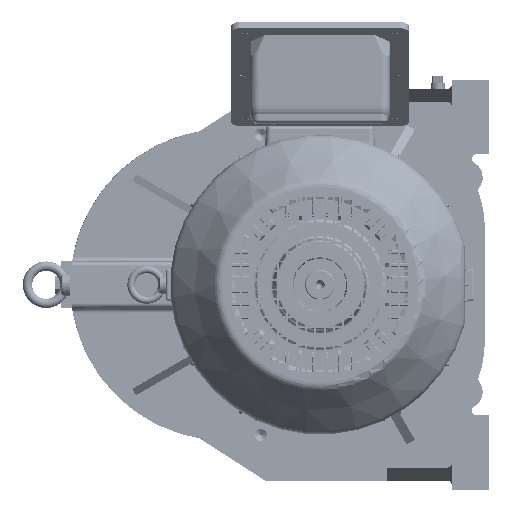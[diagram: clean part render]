
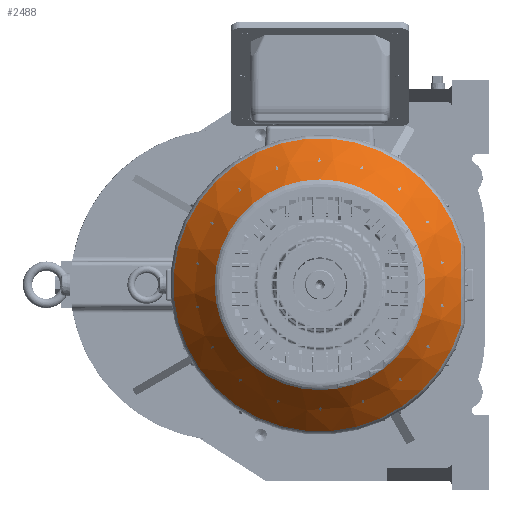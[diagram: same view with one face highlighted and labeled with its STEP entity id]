
A CAD part, left-side view. The second image highlights one B-rep face of the part: STEP entity #2488.
In plain terms, the highlighted conical face has half-angle 40 degrees and reference radius 160.7 mm.
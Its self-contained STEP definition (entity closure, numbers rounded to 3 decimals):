
#2488 = ADVANCED_FACE ( 'NONE', ( #83074, #213013 ), #232248, .T. ) ;
#13360 = CARTESIAN_POINT ( 'NONE',  ( -476.46, -239.636, -43.537 ) ) ;
#19836 = VERTEX_POINT ( 'NONE', #211491 ) ;
#31291 = ORIENTED_EDGE ( 'NONE', *, *, #144967, .T. ) ;
#32947 = CARTESIAN_POINT ( 'NONE',  ( -483.255, -240.086, 1.753 ) ) ;
#33950 = ORIENTED_EDGE ( 'NONE', *, *, #156998, .T. ) ;
#40665 = AXIS2_PLACEMENT_3D ( 'NONE', #86900, #178858, #123738 ) ;
#70942 = CARTESIAN_POINT ( 'NONE',  ( -478.639, -239.775, 36.456 ) ) ;
#73371 = CARTESIAN_POINT ( 'NONE',  ( -482.077, -240.005, 18.367 ) ) ;
#81875 = DIRECTION ( 'NONE',  ( 1., 0., 0. ) ) ;
#83074 = FACE_BOUND ( 'NONE', #200420, .T. ) ;
#86900 = CARTESIAN_POINT ( 'NONE',  ( -529.128, -88.595, 0. ) ) ;
#88139 = CARTESIAN_POINT ( 'NONE',  ( -478.637, -239.775, -36.461 ) ) ;
#89348 = CARTESIAN_POINT ( 'NONE',  ( -483.219, -240.083, 3.606 ) ) ;
#91785 = CARTESIAN_POINT ( 'NONE',  ( -482.961, -240.066, 9.161 ) ) ;
#110218 = CARTESIAN_POINT ( 'NONE',  ( -483.248, -240.085, -7.517 ) ) ;
#116694 = CIRCLE ( 'NONE', #241904, 157.191 ) ;
#123738 = DIRECTION ( 'NONE',  ( 0., 0., 1. ) ) ;
#126638 = AXIS2_PLACEMENT_3D ( 'NONE', #194639, #81875, #234995 ) ;
#129761 = CARTESIAN_POINT ( 'NONE',  ( -476.46, -88.595, 0. ) ) ;
#129968 = VERTEX_POINT ( 'NONE', #131169 ) ;
#131169 = CARTESIAN_POINT ( 'NONE',  ( -529.128, -88.595, 112.997 ) ) ;
#138685 = CIRCLE ( 'NONE', #40665, 112.997 ) ;
#142623 = ORIENTED_EDGE ( 'NONE', *, *, #203338, .T. ) ;
#144967 = EDGE_CURVE ( 'NONE', #206730, #19836, #239198, .T. ) ;
#156998 = EDGE_CURVE ( 'NONE', #129968, #129968, #138685, .T. ) ;
#159791 = CARTESIAN_POINT ( 'NONE',  ( -476.46, -239.636, -43.537 ) ) ;
#164153 = CARTESIAN_POINT ( 'NONE',  ( -480.344, -239.888, 29.284 ) ) ;
#178858 = DIRECTION ( 'NONE',  ( 1., 0., 0. ) ) ;
#181290 = CARTESIAN_POINT ( 'NONE',  ( -480.336, -239.888, -29.311 ) ) ;
#194639 = CARTESIAN_POINT ( 'NONE',  ( -472.278, -88.595, 0. ) ) ;
#200420 = EDGE_LOOP ( 'NONE', ( #33950 ) ) ;
#200906 = CARTESIAN_POINT ( 'NONE',  ( -482.641, -240.043, -14.839 ) ) ;
#202120 = CARTESIAN_POINT ( 'NONE',  ( -483.072, -240.073, 7.309 ) ) ;
#203294 = CARTESIAN_POINT ( 'NONE',  ( -482.518, -240.035, 14.701 ) ) ;
#203338 = EDGE_CURVE ( 'NONE', #19836, #206730, #116694, .T. ) ;
#206730 = VERTEX_POINT ( 'NONE', #159791 ) ;
#211491 = CARTESIAN_POINT ( 'NONE',  ( -476.46, -239.636, 43.537 ) ) ;
#213013 = FACE_OUTER_BOUND ( 'NONE', #241070, .T. ) ;
#232248 = CONICAL_SURFACE ( 'NONE', #126638, 160.7, 0.698 ) ;
#234995 = DIRECTION ( 'NONE',  ( 0., 0., -1. ) ) ;
#238859 = CARTESIAN_POINT ( 'NONE',  ( -476.46, -239.636, 43.537 ) ) ;
#239198 = B_SPLINE_CURVE_WITH_KNOTS ( 'NONE', 3,
 ( #13360, #88139, #181290, #200906, #110218, #32947, #89348, #202120, #91785, #203294, #73371, #164153, #70942, #238859 ),
 .UNSPECIFIED., .F., .F.,
 ( 4, 2, 2, 2, 2, 2, 4 ),
 ( 0., 0.022, 0.044, 0.049, 0.055, 0.066, 0.088 ),
 .UNSPECIFIED. ) ;
#240058 = DIRECTION ( 'NONE',  ( 0., 0., 1. ) ) ;
#241070 = EDGE_LOOP ( 'NONE', ( #142623, #31291 ) ) ;
#241277 = DIRECTION ( 'NONE',  ( -1., 0., 0. ) ) ;
#241904 = AXIS2_PLACEMENT_3D ( 'NONE', #129761, #241277, #240058 ) ;
